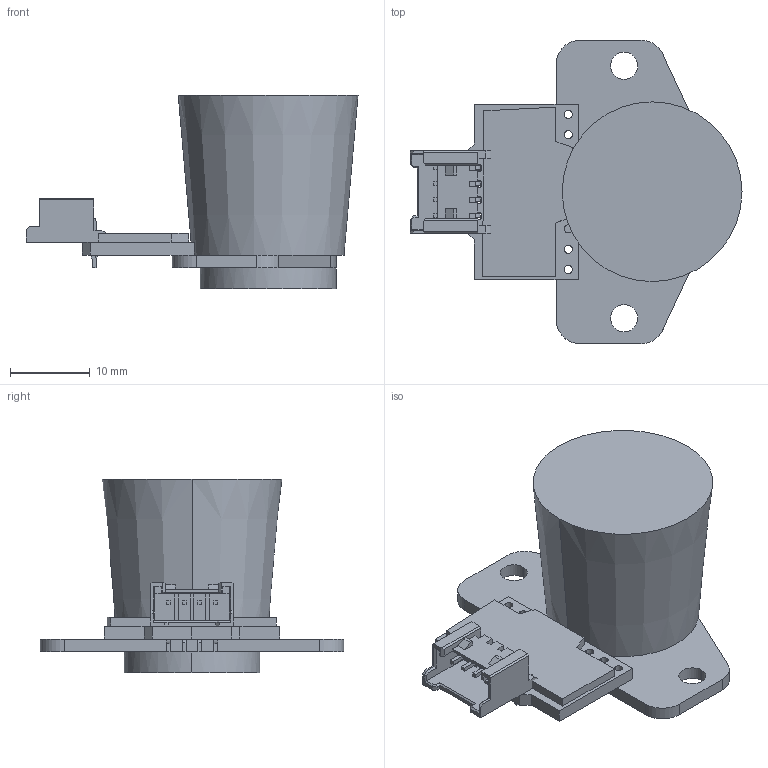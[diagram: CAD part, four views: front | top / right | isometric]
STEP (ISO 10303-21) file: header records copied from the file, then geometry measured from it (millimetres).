
FILE_DESCRIPTION (( 'STEP AP214' ), '1' );
FILE_NAME ('BeaconDAssemblyMolexLPFinal.STEP', '2023-02-21T22:52:22', ( '' ), ( '' ), 'SwSTEP 2.0', 'SolidWorks 2022', '' );
FILE_SCHEMA (( 'AUTOMOTIVE_DESIGN' ));
Length unit declared in the file: millimetre
Products named in the file (7): BeaconDAssemblyMolexLPFinal; 353630460_RGB8421504-Part-2; BeaconDAssembly_Controller_PCB; 353630460_RGB8421504; BeaconDAssembly_Coil_PCB; 353630460_RGB8421504-Part-1; Free-Models
Assembly tree (5 placements, depth 4):
  BeaconDAssemblyMolexLPFinal
    Free-Models
      353630460_RGB8421504
        353630460_RGB8421504-Part-2
    BeaconDAssembly_Coil_PCB
    BeaconDAssembly_Controller_PCB
  353630460_RGB8421504-Part-1
Bounding box: 41.55 x 38 x 24.22 mm (x, y, z)
Volume: 9254.4 mm3; surface area: 4446.5 mm2
Topology: 3 solids, 3 shells, 251 faces, 678 edges, 444 vertices
Faces by surface type: plane 195, cylinder 54, cone 2
Entity records: 8821 total; most frequent: CARTESIAN_POINT 1481, ORIENTED_EDGE 1356, DIRECTION 1298, EDGE_CURVE 678, LINE 552, VECTOR 552, VERTEX_POINT 444, AXIS2_PLACEMENT_3D 373
